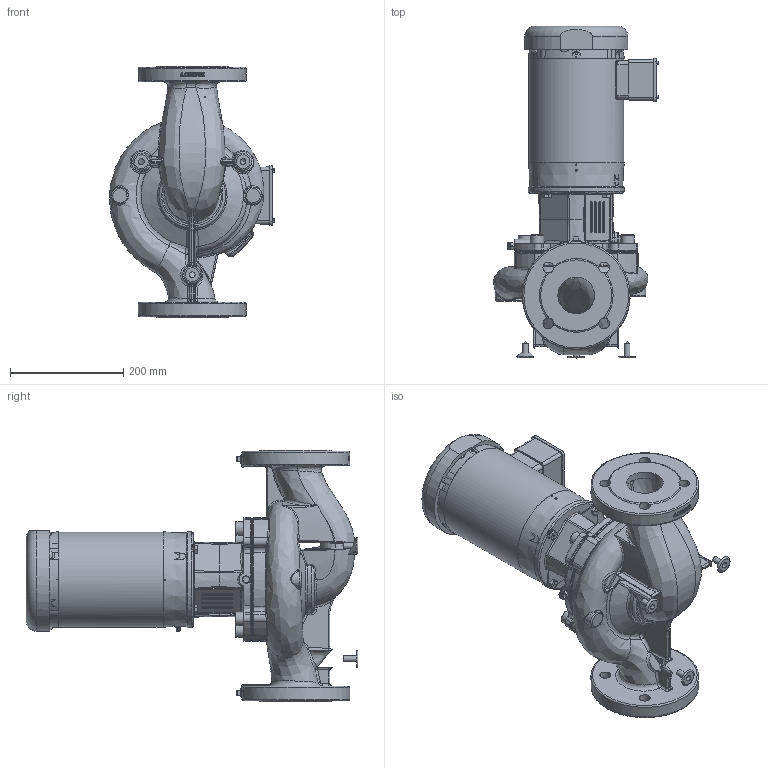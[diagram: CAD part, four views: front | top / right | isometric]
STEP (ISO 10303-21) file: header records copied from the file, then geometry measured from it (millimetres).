
FILE_DESCRIPTION(/* description */ (''),/* implementation_level */ '2;1');
FILE_NAME(/* name */ '2760732 - PUMP IL2.5-35_280-4-S1E 460V_3_60 TEFC_Shrinkwrap_1.stp',/* time_stamp */ '2022-03-24T09:46:35-05:00',/* author */ ('faliszekte'),/* organization */ (''),/* preprocessor_version */ 'ST-DEVELOPER v18.1',/* originating_system */ 'Autodesk Inventor 2021',/* authorisation */ '');
FILE_SCHEMA (('AUTOMOTIVE_DESIGN { 1 0 10303 214 3 1 1 }'));
Products named in the file (1): 2760732 - PUMP IL2.5-35_280-4-S1E 460V_3_60 TEFC_Shrinkwrap_1
Bounding box: 292.08 x 587.03 x 444.49 mm (x, y, z)
Surface area: 897889.1 mm2 (no closed solid volume)
Topology: 0 solids, 33 shells, 2673 faces, 7419 edges, 4792 vertices
Faces by surface type: plane 1041, cylinder 750, bspline 582, cone 191, torus 55, sphere 54
Full cylindrical faces by diameter (mm): 3.734 x1, 3.768 x1, 4.305 x1, 7.463 x64, 8 x2, 8.141 x10, 8.839 x4, 9 x2, 9.525 x30, 10.11 x3, 10.516 x2, 14 x2, 19.05 x8, 22.219 x1, 23.812 x4, 27 x1, 33.05 x1, 65 x1, 85.25 x1, 167.945 x1, 190.5 x2
Entity records: 160685 total; most frequent: CARTESIAN_POINT 94162, ORIENTED_EDGE 13954, DIRECTION 12219, EDGE_CURVE 7375, VERTEX_POINT 4792, AXIS2_PLACEMENT_3D 4487, LINE 3245, VECTOR 3245
